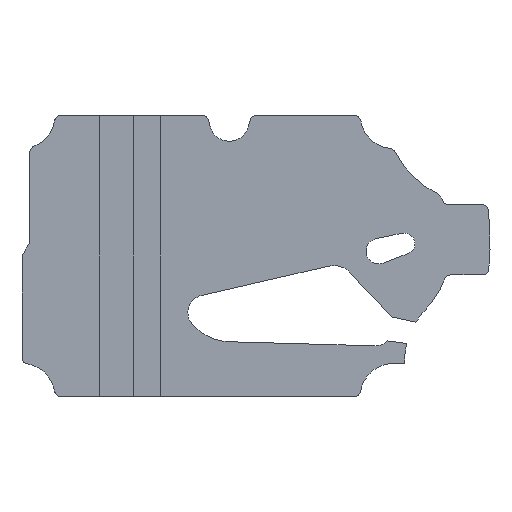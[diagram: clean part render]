
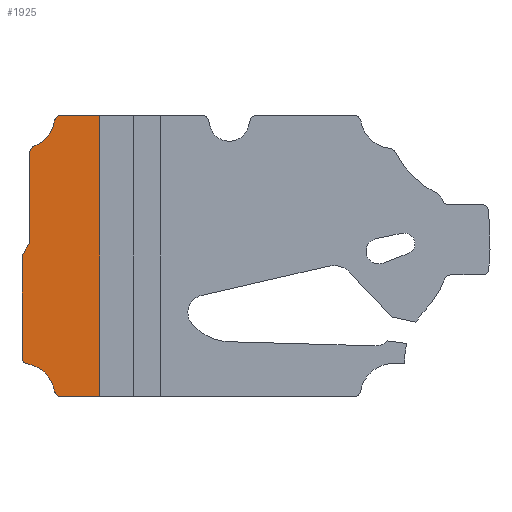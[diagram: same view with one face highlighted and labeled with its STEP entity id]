
A CAD part, front view. The second image highlights one B-rep face of the part: STEP entity #1925.
In plain terms, the highlighted planar face has unit normal (0, -1, 0).
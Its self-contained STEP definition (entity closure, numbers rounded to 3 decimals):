
#3 = CIRCLE ( 'NONE', #1791, 3. ) ;
#15 = CARTESIAN_POINT ( 'NONE',  ( -71.5, 0., -66. ) ) ;
#26 = CARTESIAN_POINT ( 'NONE',  ( -87., 0., -0.794 ) ) ;
#95 = FACE_OUTER_BOUND ( 'NONE', #2308, .T. ) ;
#101 = CARTESIAN_POINT ( 'NONE',  ( -86.3, 0., 7.294 ) ) ;
#116 = LINE ( 'NONE', #2667, #1943 ) ;
#129 = EDGE_CURVE ( 'NONE', #461, #1778, #1272, .T. ) ;
#149 = CARTESIAN_POINT ( 'NONE',  ( -71.705, 0., -63.486 ) ) ;
#168 = CARTESIAN_POINT ( 'NONE',  ( -83.3, 0., 48.756 ) ) ;
#243 = CARTESIAN_POINT ( 'NONE',  ( -68.745, 0., 63. ) ) ;
#249 = AXIS2_PLACEMENT_3D ( 'NONE', #1399, #1596, #2058 ) ;
#280 = EDGE_CURVE ( 'NONE', #1509, #1778, #2718, .T. ) ;
#353 = EDGE_CURVE ( 'NONE', #427, #1684, #2589, .T. ) ;
#397 = VECTOR ( 'NONE', #1889, 1000. ) ;
#407 = CARTESIAN_POINT ( 'NONE',  ( -68.745, 0., -66. ) ) ;
#426 = CARTESIAN_POINT ( 'NONE',  ( -71.5, 0., 66. ) ) ;
#427 = VERTEX_POINT ( 'NONE', #2182 ) ;
#430 = EDGE_CURVE ( 'NONE', #1673, #1684, #1082, .T. ) ;
#438 = VERTEX_POINT ( 'NONE', #168 ) ;
#460 = DIRECTION ( 'NONE',  ( 0., 0., 1. ) ) ;
#461 = VERTEX_POINT ( 'NONE', #149 ) ;
#486 = LINE ( 'NONE', #2134, #397 ) ;
#502 = AXIS2_PLACEMENT_3D ( 'NONE', #243, #1894, #519 ) ;
#519 = DIRECTION ( 'NONE',  ( 0., 0., 1. ) ) ;
#530 = DIRECTION ( 'NONE',  ( 0., 0., 1. ) ) ;
#540 = EDGE_CURVE ( 'NONE', #1509, #2961, #116, .T. ) ;
#576 = DIRECTION ( 'NONE',  ( 0., 1., 0. ) ) ;
#597 = DIRECTION ( 'NONE',  ( 0., 0., 1. ) ) ;
#606 = CARTESIAN_POINT ( 'NONE',  ( -80.3, 0., 48.756 ) ) ;
#640 = ORIENTED_EDGE ( 'NONE', *, *, #280, .T. ) ;
#652 = EDGE_CURVE ( 'NONE', #1406, #2736, #1844, .T. ) ;
#658 = CARTESIAN_POINT ( 'NONE',  ( -87., 0., 66. ) ) ;
#660 = DIRECTION ( 'NONE',  ( 0., 0., 1. ) ) ;
#727 = EDGE_CURVE ( 'NONE', #461, #1678, #1846, .T. ) ;
#791 = VECTOR ( 'NONE', #1884, 1000. ) ;
#810 = DIRECTION ( 'NONE',  ( 0., 0., 1. ) ) ;
#822 = DIRECTION ( 'NONE',  ( 0., -1., 0. ) ) ;
#835 = AXIS2_PLACEMENT_3D ( 'NONE', #1496, #576, #530 ) ;
#847 = DIRECTION ( 'NONE',  ( 0., -1., 0. ) ) ;
#899 = ORIENTED_EDGE ( 'NONE', *, *, #540, .F. ) ;
#947 = CARTESIAN_POINT ( 'NONE',  ( -68.745, 0., 66. ) ) ;
#950 = EDGE_CURVE ( 'NONE', #1673, #438, #2005, .T. ) ;
#1006 = DIRECTION ( 'NONE',  ( 0.495, 0., 0.869 ) ) ;
#1034 = DIRECTION ( 'NONE',  ( 0., 1., 0. ) ) ;
#1082 = CIRCLE ( 'NONE', #2381, 3. ) ;
#1226 = EDGE_CURVE ( 'NONE', #1966, #1807, #2895, .T. ) ;
#1231 = ORIENTED_EDGE ( 'NONE', *, *, #727, .T. ) ;
#1272 = CIRCLE ( 'NONE', #2960, 15.5 ) ;
#1299 = CARTESIAN_POINT ( 'NONE',  ( -83.3, 0., 7.294 ) ) ;
#1341 = AXIS2_PLACEMENT_3D ( 'NONE', #2441, #822, #1488 ) ;
#1399 = CARTESIAN_POINT ( 'NONE',  ( -68.745, 0., -63. ) ) ;
#1406 = VERTEX_POINT ( 'NONE', #947 ) ;
#1410 = EDGE_CURVE ( 'NONE', #1406, #1807, #1800, .T. ) ;
#1437 = ORIENTED_EDGE ( 'NONE', *, *, #2072, .T. ) ;
#1488 = DIRECTION ( 'NONE',  ( 0., 0., 1. ) ) ;
#1496 = CARTESIAN_POINT ( 'NONE',  ( -87., 0., -66. ) ) ;
#1509 = VERTEX_POINT ( 'NONE', #2651 ) ;
#1596 = DIRECTION ( 'NONE',  ( 0., -1., 0. ) ) ;
#1668 = ORIENTED_EDGE ( 'NONE', *, *, #129, .F. ) ;
#1673 = VERTEX_POINT ( 'NONE', #1299 ) ;
#1678 = VERTEX_POINT ( 'NONE', #407 ) ;
#1684 = VERTEX_POINT ( 'NONE', #1793 ) ;
#1709 = PLANE ( 'NONE',  #835 ) ;
#1755 = ORIENTED_EDGE ( 'NONE', *, *, #950, .F. ) ;
#1757 = EDGE_CURVE ( 'NONE', #2736, #2884, #486, .T. ) ;
#1765 = ORIENTED_EDGE ( 'NONE', *, *, #2557, .F. ) ;
#1778 = VERTEX_POINT ( 'NONE', #1876 ) ;
#1791 = AXIS2_PLACEMENT_3D ( 'NONE', #606, #847, #2453 ) ;
#1793 = CARTESIAN_POINT ( 'NONE',  ( -83.693, 0., 5.81 ) ) ;
#1800 = CIRCLE ( 'NONE', #502, 3. ) ;
#1807 = VERTEX_POINT ( 'NONE', #1859 ) ;
#1816 = DIRECTION ( 'NONE',  ( 0., -1., 0. ) ) ;
#1844 = LINE ( 'NONE', #426, #2817 ) ;
#1846 = CIRCLE ( 'NONE', #249, 3. ) ;
#1859 = CARTESIAN_POINT ( 'NONE',  ( -71.705, 0., 63.486 ) ) ;
#1876 = CARTESIAN_POINT ( 'NONE',  ( -84.486, 0., -50.705 ) ) ;
#1882 = ORIENTED_EDGE ( 'NONE', *, *, #1410, .T. ) ;
#1884 = DIRECTION ( 'NONE',  ( 0., 0., 1. ) ) ;
#1889 = DIRECTION ( 'NONE',  ( 0., 0., -1. ) ) ;
#1894 = DIRECTION ( 'NONE',  ( 0., -1., 0. ) ) ;
#1916 = ORIENTED_EDGE ( 'NONE', *, *, #1226, .F. ) ;
#1925 = ADVANCED_FACE ( 'NONE', ( #95 ), #1709, .F. ) ;
#1943 = VECTOR ( 'NONE', #597, 1000. ) ;
#1966 = VERTEX_POINT ( 'NONE', #2646 ) ;
#2005 = LINE ( 'NONE', #2542, #791 ) ;
#2058 = DIRECTION ( 'NONE',  ( 0., 0., 1. ) ) ;
#2072 = EDGE_CURVE ( 'NONE', #1966, #438, #3, .T. ) ;
#2101 = ORIENTED_EDGE ( 'NONE', *, *, #2665, .T. ) ;
#2124 = DIRECTION ( 'NONE',  ( -1., 0., 0. ) ) ;
#2134 = CARTESIAN_POINT ( 'NONE',  ( -50.4, 0., 82.134 ) ) ;
#2145 = DIRECTION ( 'NONE',  ( 1., 0., 0. ) ) ;
#2182 = CARTESIAN_POINT ( 'NONE',  ( -86.607, 0., 0.69 ) ) ;
#2308 = EDGE_LOOP ( 'NONE', ( #1765, #2597, #2981, #1882, #1916, #1437, #1755, #2620, #2694, #2101, #899, #640, #1668, #1231 ) ) ;
#2367 = CARTESIAN_POINT ( 'NONE',  ( -87., 0., -66. ) ) ;
#2381 = AXIS2_PLACEMENT_3D ( 'NONE', #101, #1034, #810 ) ;
#2441 = CARTESIAN_POINT ( 'NONE',  ( -84., 0., -0.794 ) ) ;
#2453 = DIRECTION ( 'NONE',  ( 0., 0., 1. ) ) ;
#2532 = VECTOR ( 'NONE', #1006, 1000. ) ;
#2537 = DIRECTION ( 'NONE',  ( 0., -1., 0. ) ) ;
#2542 = CARTESIAN_POINT ( 'NONE',  ( -83.3, 0., 6.5 ) ) ;
#2551 = CIRCLE ( 'NONE', #1341, 3. ) ;
#2557 = EDGE_CURVE ( 'NONE', #2884, #1678, #2805, .T. ) ;
#2589 = LINE ( 'NONE', #2636, #2532 ) ;
#2597 = ORIENTED_EDGE ( 'NONE', *, *, #1757, .F. ) ;
#2607 = AXIS2_PLACEMENT_3D ( 'NONE', #658, #1816, #2757 ) ;
#2620 = ORIENTED_EDGE ( 'NONE', *, *, #430, .T. ) ;
#2636 = CARTESIAN_POINT ( 'NONE',  ( -87., 0., 0. ) ) ;
#2639 = VECTOR ( 'NONE', #2124, 1000. ) ;
#2646 = CARTESIAN_POINT ( 'NONE',  ( -81.386, 0., 51.552 ) ) ;
#2651 = CARTESIAN_POINT ( 'NONE',  ( -87., 0., -47.745 ) ) ;
#2652 = CARTESIAN_POINT ( 'NONE',  ( -50.4, 0., 66. ) ) ;
#2665 = EDGE_CURVE ( 'NONE', #427, #2961, #2551, .T. ) ;
#2667 = CARTESIAN_POINT ( 'NONE',  ( -87., 0., 0. ) ) ;
#2694 = ORIENTED_EDGE ( 'NONE', *, *, #353, .F. ) ;
#2718 = CIRCLE ( 'NONE', #2863, 3. ) ;
#2736 = VERTEX_POINT ( 'NONE', #2652 ) ;
#2757 = DIRECTION ( 'NONE',  ( 0., 0., 1. ) ) ;
#2761 = CARTESIAN_POINT ( 'NONE',  ( -84., 0., -47.745 ) ) ;
#2805 = LINE ( 'NONE', #15, #2639 ) ;
#2817 = VECTOR ( 'NONE', #2145, 1000. ) ;
#2839 = DIRECTION ( 'NONE',  ( 0., -1., 0. ) ) ;
#2863 = AXIS2_PLACEMENT_3D ( 'NONE', #2761, #2537, #460 ) ;
#2884 = VERTEX_POINT ( 'NONE', #2979 ) ;
#2895 = CIRCLE ( 'NONE', #2607, 15.5 ) ;
#2960 = AXIS2_PLACEMENT_3D ( 'NONE', #2367, #2839, #660 ) ;
#2961 = VERTEX_POINT ( 'NONE', #26 ) ;
#2979 = CARTESIAN_POINT ( 'NONE',  ( -50.4, 0., -66. ) ) ;
#2981 = ORIENTED_EDGE ( 'NONE', *, *, #652, .F. ) ;
